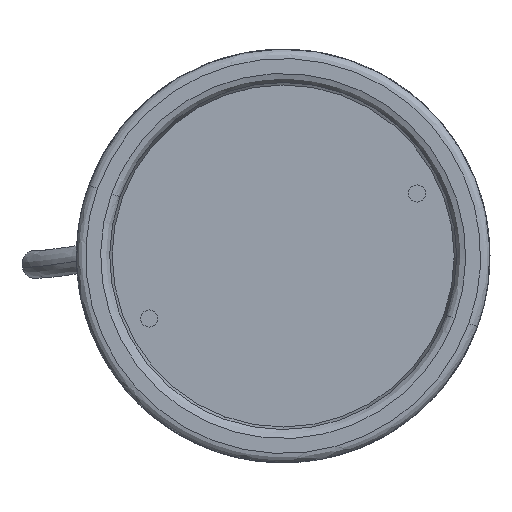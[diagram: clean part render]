
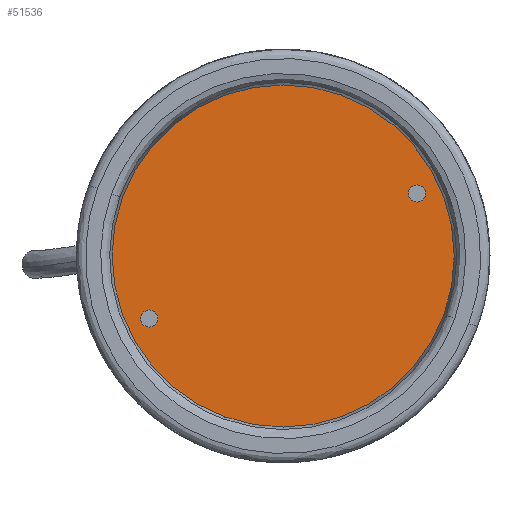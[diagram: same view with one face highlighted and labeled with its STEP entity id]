
A CAD part, front view. The second image highlights one B-rep face of the part: STEP entity #51536.
In plain terms, the highlighted planar face has unit normal (0, -1, 0).
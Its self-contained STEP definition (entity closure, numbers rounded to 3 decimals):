
#449 = ORIENTED_EDGE ( 'NONE', *, *, #14439, .F. ) ;
#2482 = DIRECTION ( 'NONE',  ( 0., 0., -1. ) ) ;
#4404 = AXIS2_PLACEMENT_3D ( 'NONE', #28660, #48027, #65861 ) ;
#4976 = VERTEX_POINT ( 'NONE', #11375 ) ;
#5389 = DIRECTION ( 'NONE',  ( 0., -1., 0. ) ) ;
#5686 = ORIENTED_EDGE ( 'NONE', *, *, #6225, .F. ) ;
#5780 = CIRCLE ( 'NONE', #53762, 55. ) ;
#6225 = EDGE_CURVE ( 'NONE', #34253, #68686, #49101, .T. ) ;
#6890 = FACE_OUTER_BOUND ( 'NONE', #58459, .T. ) ;
#6957 = CIRCLE ( 'NONE', #4404, 2.75 ) ;
#9583 = DIRECTION ( 'NONE',  ( 1., 0., 0. ) ) ;
#9740 = ORIENTED_EDGE ( 'NONE', *, *, #25706, .T. ) ;
#10190 = EDGE_LOOP ( 'NONE', ( #73412, #72520 ) ) ;
#11375 = CARTESIAN_POINT ( 'NONE',  ( 0., 5.2, -55. ) ) ;
#12420 = DIRECTION ( 'NONE',  ( 0., 1., 0. ) ) ;
#12635 = CIRCLE ( 'NONE', #25278, 55. ) ;
#12764 = CARTESIAN_POINT ( 'NONE',  ( 0., 5.2, 0. ) ) ;
#14439 = EDGE_CURVE ( 'NONE', #68686, #34253, #53351, .T. ) ;
#14999 = AXIS2_PLACEMENT_3D ( 'NONE', #35226, #16653, #46710 ) ;
#15125 = CARTESIAN_POINT ( 'NONE',  ( 0., 5.2, 0. ) ) ;
#15495 = DIRECTION ( 'NONE',  ( 0., -1., 0. ) ) ;
#16653 = DIRECTION ( 'NONE',  ( 0., -1., 0. ) ) ;
#19507 = FACE_BOUND ( 'NONE', #28014, .T. ) ;
#20996 = AXIS2_PLACEMENT_3D ( 'NONE', #55918, #12420, #67021 ) ;
#23015 = AXIS2_PLACEMENT_3D ( 'NONE', #75246, #15495, #9583 ) ;
#24293 = PLANE ( 'NONE',  #20996 ) ;
#25278 = AXIS2_PLACEMENT_3D ( 'NONE', #12764, #37663, #74079 ) ;
#25706 = EDGE_CURVE ( 'NONE', #72047, #4976, #5780, .T. ) ;
#26171 = CARTESIAN_POINT ( 'NONE',  ( 30.838, 5.2, 33.588 ) ) ;
#28014 = EDGE_LOOP ( 'NONE', ( #449, #5686 ) ) ;
#28660 = CARTESIAN_POINT ( 'NONE',  ( -33.588, 5.2, -33.588 ) ) ;
#31172 = CARTESIAN_POINT ( 'NONE',  ( 0., 5.2, 55. ) ) ;
#34253 = VERTEX_POINT ( 'NONE', #26171 ) ;
#35226 = CARTESIAN_POINT ( 'NONE',  ( 33.588, 5.2, 33.588 ) ) ;
#36481 = AXIS2_PLACEMENT_3D ( 'NONE', #77414, #5389, #47313 ) ;
#37663 = DIRECTION ( 'NONE',  ( 0., -1., 0. ) ) ;
#40416 = VERTEX_POINT ( 'NONE', #67935 ) ;
#42789 = CIRCLE ( 'NONE', #36481, 2.75 ) ;
#46710 = DIRECTION ( 'NONE',  ( 1., 0., 0. ) ) ;
#47313 = DIRECTION ( 'NONE',  ( 1., 0., 0. ) ) ;
#48027 = DIRECTION ( 'NONE',  ( 0., -1., 0. ) ) ;
#49022 = EDGE_CURVE ( 'NONE', #40416, #75779, #6957, .T. ) ;
#49101 = CIRCLE ( 'NONE', #14999, 2.75 ) ;
#51536 = ADVANCED_FACE ( 'NONE', ( #19507, #56304, #6890 ), #24293, .F. ) ;
#53351 = CIRCLE ( 'NONE', #23015, 2.75 ) ;
#53762 = AXIS2_PLACEMENT_3D ( 'NONE', #15125, #74104, #2482 ) ;
#55918 = CARTESIAN_POINT ( 'NONE',  ( -110., 5.2, -110. ) ) ;
#56304 = FACE_BOUND ( 'NONE', #10190, .T. ) ;
#58459 = EDGE_LOOP ( 'NONE', ( #70829, #9740 ) ) ;
#64892 = EDGE_CURVE ( 'NONE', #75779, #40416, #42789, .T. ) ;
#65208 = CARTESIAN_POINT ( 'NONE',  ( -36.338, 5.2, -33.588 ) ) ;
#65861 = DIRECTION ( 'NONE',  ( 1., 0., 0. ) ) ;
#67021 = DIRECTION ( 'NONE',  ( 0., 0., 1. ) ) ;
#67935 = CARTESIAN_POINT ( 'NONE',  ( -30.838, 5.2, -33.588 ) ) ;
#68686 = VERTEX_POINT ( 'NONE', #77591 ) ;
#70742 = EDGE_CURVE ( 'NONE', #4976, #72047, #12635, .T. ) ;
#70829 = ORIENTED_EDGE ( 'NONE', *, *, #70742, .T. ) ;
#72047 = VERTEX_POINT ( 'NONE', #31172 ) ;
#72520 = ORIENTED_EDGE ( 'NONE', *, *, #64892, .F. ) ;
#73412 = ORIENTED_EDGE ( 'NONE', *, *, #49022, .F. ) ;
#74079 = DIRECTION ( 'NONE',  ( 0., 0., -1. ) ) ;
#74104 = DIRECTION ( 'NONE',  ( 0., -1., 0. ) ) ;
#75246 = CARTESIAN_POINT ( 'NONE',  ( 33.588, 5.2, 33.588 ) ) ;
#75779 = VERTEX_POINT ( 'NONE', #65208 ) ;
#77414 = CARTESIAN_POINT ( 'NONE',  ( -33.588, 5.2, -33.588 ) ) ;
#77591 = CARTESIAN_POINT ( 'NONE',  ( 36.338, 5.2, 33.588 ) ) ;
